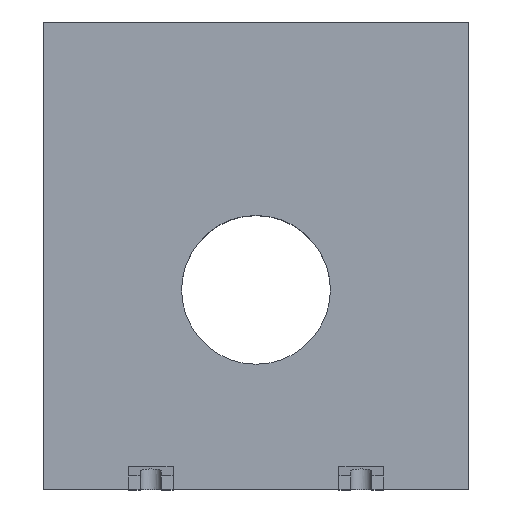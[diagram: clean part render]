
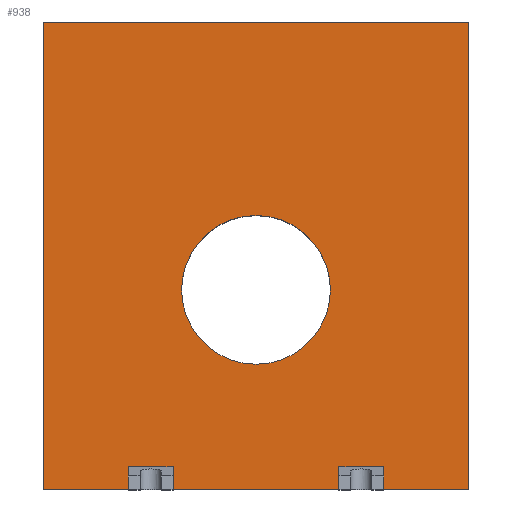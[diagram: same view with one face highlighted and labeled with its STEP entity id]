
A CAD part, top view. The second image highlights one B-rep face of the part: STEP entity #938.
In plain terms, the highlighted planar face has unit normal (0, 0, 1).
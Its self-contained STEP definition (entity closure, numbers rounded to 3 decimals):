
#719=CARTESIAN_POINT('',(0.0,29.5,15.0));
#720=VERTEX_POINT('',#719);
#729=CARTESIAN_POINT('',(0.,64.5,15.0));
#730=VERTEX_POINT('',#729);
#731=CARTESIAN_POINT('',(0.0,47.0,15.0));
#732=DIRECTION('',(0.0,0.0,1.0));
#733=DIRECTION('',(0.0,-1.0,0.0));
#734=AXIS2_PLACEMENT_3D('',#731,#732,#733);
#735=CIRCLE('',#734,17.5);
#736=EDGE_CURVE('',#720,#730,#735,.T.);
#779=CARTESIAN_POINT('',(-17.5,47.0,15.0));
#780=VERTEX_POINT('',#779);
#781=CARTESIAN_POINT('',(0.0,47.0,15.0));
#782=DIRECTION('',(0.0,0.0,1.0));
#783=DIRECTION('',(0.0,-1.0,0.0));
#784=AXIS2_PLACEMENT_3D('',#781,#782,#783);
#785=CIRCLE('',#784,17.5);
#786=EDGE_CURVE('',#730,#780,#785,.T.);
#788=CARTESIAN_POINT('',(0.0,47.0,15.0));
#789=DIRECTION('',(0.0,0.0,1.0));
#790=DIRECTION('',(0.0,-1.0,0.0));
#791=AXIS2_PLACEMENT_3D('',#788,#789,#790);
#792=CIRCLE('',#791,17.5);
#793=EDGE_CURVE('',#780,#720,#792,.T.);
#803=CARTESIAN_POINT('',(-50.0,0.0,15.0));
#804=VERTEX_POINT('',#803);
#805=CARTESIAN_POINT('',(-50.0,110.,15.0));
#806=VERTEX_POINT('',#805);
#807=CARTESIAN_POINT('',(-50.0,0.0,15.0));
#808=DIRECTION('',(0.0,1.0,0.0));
#809=VECTOR('',#808,110.);
#810=LINE('',#807,#809);
#811=EDGE_CURVE('',#804,#806,#810,.T.);
#843=CARTESIAN_POINT('',(50.0,110.,15.0));
#844=VERTEX_POINT('',#843);
#845=CARTESIAN_POINT('',(-50.0,110.,15.0));
#846=DIRECTION('',(1.0,0.0,0.0));
#847=VECTOR('',#846,100.0);
#848=LINE('',#845,#847);
#849=EDGE_CURVE('',#806,#844,#848,.T.);
#874=CARTESIAN_POINT('',(50.0,0.0,15.0));
#875=VERTEX_POINT('',#874);
#876=CARTESIAN_POINT('',(50.,110.,15.0));
#877=DIRECTION('',(0.0,-1.0,0.0));
#878=VECTOR('',#877,110.);
#879=LINE('',#876,#878);
#880=EDGE_CURVE('',#844,#875,#879,.T.);
#905=CARTESIAN_POINT('',(50.0,0.0,15.0));
#906=DIRECTION('',(-1.0,0.0,0.0));
#907=VECTOR('',#906,100.0);
#908=LINE('',#905,#907);
#909=EDGE_CURVE('',#875,#804,#908,.T.);
#922=CARTESIAN_POINT('',(0.0,55.0,15.0));
#923=DIRECTION('',(0.0,0.0,1.0));
#924=DIRECTION('',(1.0,0.0,0.0));
#925=AXIS2_PLACEMENT_3D('',#922,#923,#924);
#926=PLANE('',#925);
#927=ORIENTED_EDGE('',*,*,#811,.F.);
#928=ORIENTED_EDGE('',*,*,#909,.F.);
#929=ORIENTED_EDGE('',*,*,#880,.F.);
#930=ORIENTED_EDGE('',*,*,#849,.F.);
#931=EDGE_LOOP('',(#927,#928,#929,#930));
#932=FACE_OUTER_BOUND('',#931,.T.);
#933=ORIENTED_EDGE('',*,*,#793,.F.);
#934=ORIENTED_EDGE('',*,*,#786,.F.);
#935=ORIENTED_EDGE('',*,*,#736,.F.);
#936=EDGE_LOOP('',(#933,#934,#935));
#937=FACE_BOUND('',#936,.T.);
#938=ADVANCED_FACE('',(#932,#937),#926,.T.);
